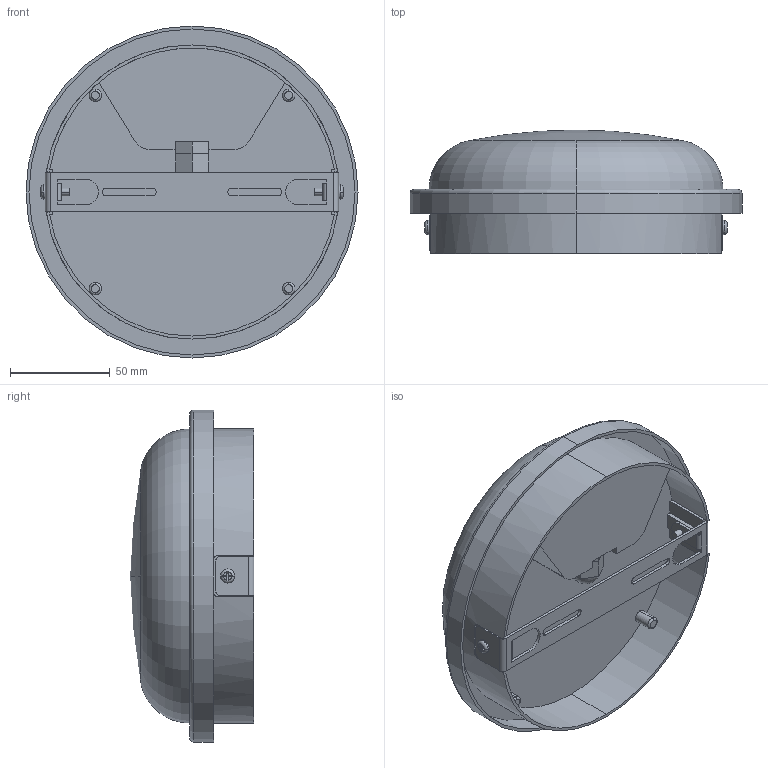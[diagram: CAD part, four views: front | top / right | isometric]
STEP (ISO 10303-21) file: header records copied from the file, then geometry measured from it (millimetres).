
FILE_DESCRIPTION (( 'STEP AP203' ), '1' );
FILE_NAME ('ÄÏÎ-2003-K 15Âò 4000Ê IP65 EKF PROxima (BKL-2003-R-15-4000).STEP', '2022-01-13T14:22:26', ( '' ), ( '' ), 'SwSTEP 2.0', 'SolidWorks 2021', '' );
FILE_SCHEMA (( 'CONFIG_CONTROL_DESIGN' ));
Length unit declared in the file: millimetre
Products named in the file (1): ÄÏÎ-2003-K 15Âò 4000Ê IP65 EKF PROxima (BKL-2003-R-15-4000)
Bounding box: 166.5 x 62 x 166.5 mm (x, y, z)
Volume: 287492.8 mm3; surface area: 139319.3 mm2
Topology: 7 solids, 7 shells, 241 faces, 621 edges, 406 vertices
Faces by surface type: plane 138, cylinder 79, torus 20, sphere 4
Entity records: 7538 total; most frequent: CARTESIAN_POINT 1409, DIRECTION 1287, ORIENTED_EDGE 1242, EDGE_CURVE 621, AXIS2_PLACEMENT_3D 456, VERTEX_POINT 406, VECTOR 375, LINE 375
